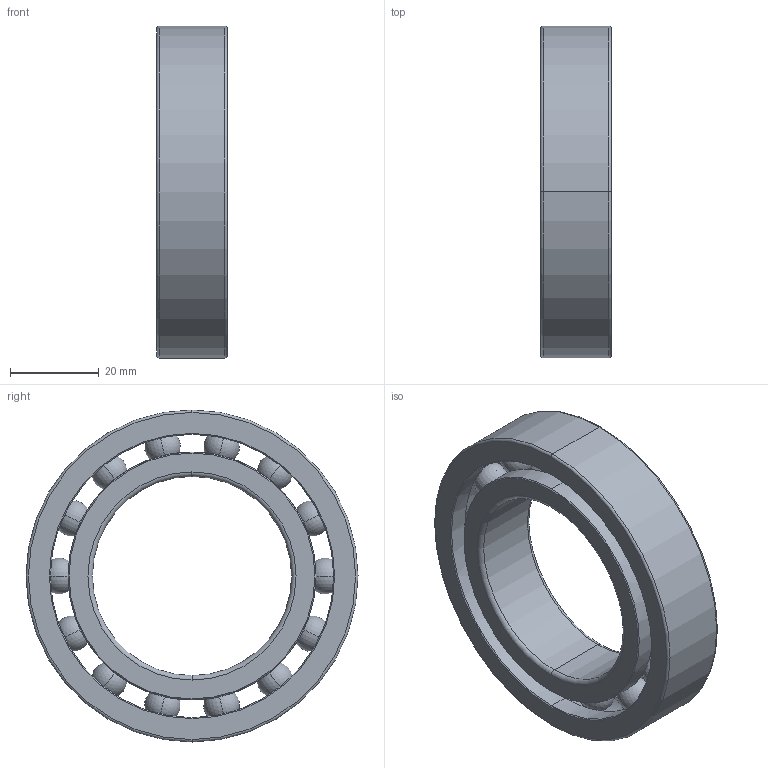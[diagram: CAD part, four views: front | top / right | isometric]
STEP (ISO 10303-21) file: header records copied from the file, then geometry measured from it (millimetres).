
FILE_DESCRIPTION (( 'STEP AP203' ), '1' );
FILE_NAME ('45mm Bearing SKF 6009 (RS 286-7754).STEP', '2012-01-01T15:36:48', ( '' ), ( '' ), 'SwSTEP 2.0', 'SolidWorks 2011', '' );
FILE_SCHEMA (( 'CONFIG_CONTROL_DESIGN' ));
Length unit declared in the file: millimetre
Products named in the file (1): 45mm Bearing SKF 6009 (RS 286-7754)
Bounding box: 16 x 75 x 75 mm (x, y, z)
Volume: 33245.6 mm3; surface area: 18714.6 mm2
Topology: 1 solids, 1 shells, 195 faces, 673 edges, 437 vertices
Faces by surface type: torus 53, bspline 50, plane 44, sphere 28, cylinder 12, cone 8
Entity records: 10756 total; most frequent: CARTESIAN_POINT 5856, ORIENTED_EDGE 1206, DIRECTION 749, EDGE_CURVE 603, VERTEX_POINT 395, AXIS2_PLACEMENT_3D 296, B_SPLINE_CURVE_WITH_KNOTS 296, EDGE_LOOP 210
